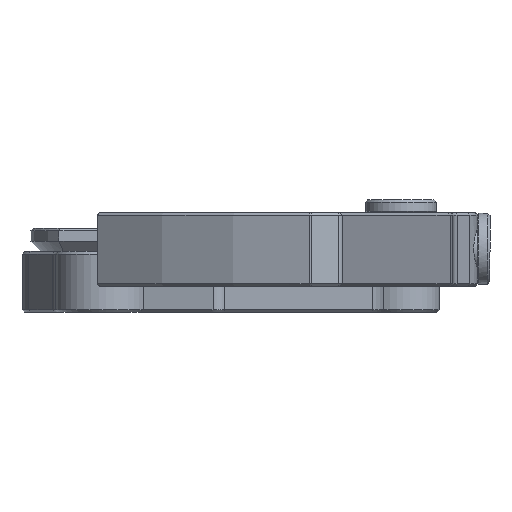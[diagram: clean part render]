
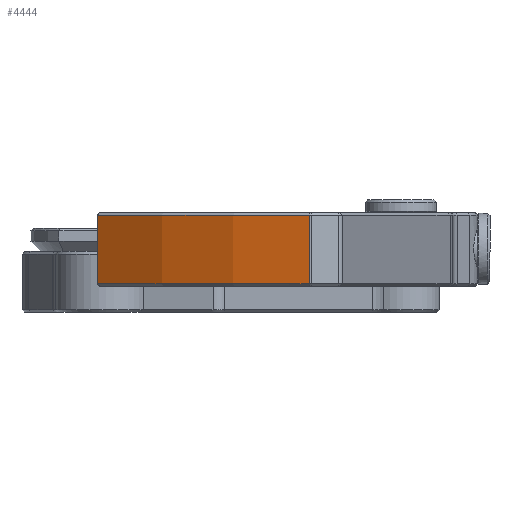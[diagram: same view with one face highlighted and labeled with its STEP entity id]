
A CAD part, left-side view. The second image highlights one B-rep face of the part: STEP entity #4444.
In plain terms, the highlighted cylindrical face has radius 35.854 mm (diameter 71.708 mm), a partial arc.
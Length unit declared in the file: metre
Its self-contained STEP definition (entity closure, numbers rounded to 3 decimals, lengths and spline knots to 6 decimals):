
#159=CYLINDRICAL_SURFACE('',#4910,0.035854);
#354=CIRCLE('',#4895,0.035854);
#356=CIRCLE('',#4898,0.035854);
#1092=ORIENTED_EDGE('',*,*,#2057,.T.);
#1093=ORIENTED_EDGE('',*,*,#2036,.T.);
#1094=ORIENTED_EDGE('',*,*,#2058,.F.);
#1095=ORIENTED_EDGE('',*,*,#2032,.T.);
#2032=EDGE_CURVE('',#2546,#2544,#354,.T.);
#2036=EDGE_CURVE('',#2550,#2548,#356,.F.);
#2057=EDGE_CURVE('',#2544,#2550,#2898,.T.);
#2058=EDGE_CURVE('',#2546,#2548,#2899,.T.);
#2544=VERTEX_POINT('',#7317);
#2546=VERTEX_POINT('',#7320);
#2548=VERTEX_POINT('',#7332);
#2550=VERTEX_POINT('',#7335);
#2898=LINE('',#7393,#3265);
#2899=LINE('',#7394,#3266);
#3265=VECTOR('',#5920,1.);
#3266=VECTOR('',#5921,1.);
#3643=EDGE_LOOP('',(#1092,#1093,#1094,#1095));
#3998=FACE_BOUND('',#3643,.T.);
#4444=ADVANCED_FACE('',(#3998),#159,.T.);
#4895=AXIS2_PLACEMENT_3D('',#7319,#5878,#5879);
#4898=AXIS2_PLACEMENT_3D('',#7334,#5884,#5885);
#4910=AXIS2_PLACEMENT_3D('',#7392,#5918,#5919);
#5878=DIRECTION('',(0.,0.,1.));
#5879=DIRECTION('',(1.,0.,0.));
#5884=DIRECTION('',(0.,0.,1.));
#5885=DIRECTION('',(1.,0.,0.));
#5918=DIRECTION('',(0.,0.,1.));
#5919=DIRECTION('',(0.,-1.,0.));
#5920=DIRECTION('',(0.,0.,1.));
#5921=DIRECTION('',(0.,0.,1.));
#7317=CARTESIAN_POINT('',(-0.045146,-0.016009,0.0022));
#7319=CARTESIAN_POINT('',(-0.01,-0.0231,0.0022));
#7320=CARTESIAN_POINT('',(-0.037137,0.00032,0.0022));
#7332=CARTESIAN_POINT('',(-0.037133,0.000326,0.0075));
#7334=CARTESIAN_POINT('',(-0.01,-0.0231,0.0075));
#7335=CARTESIAN_POINT('',(-0.045146,-0.016009,0.0075));
#7392=CARTESIAN_POINT('',(-0.01,-0.0231,0.001987));
#7393=CARTESIAN_POINT('',(-0.045146,-0.016009,0.001987));
#7394=CARTESIAN_POINT('',(-0.037135,0.000325,0.001987));
